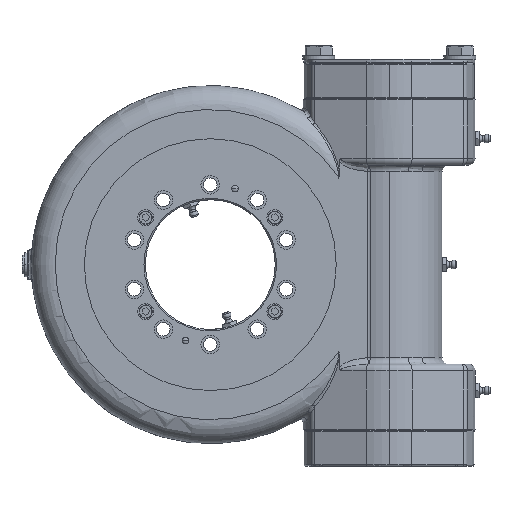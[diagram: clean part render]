
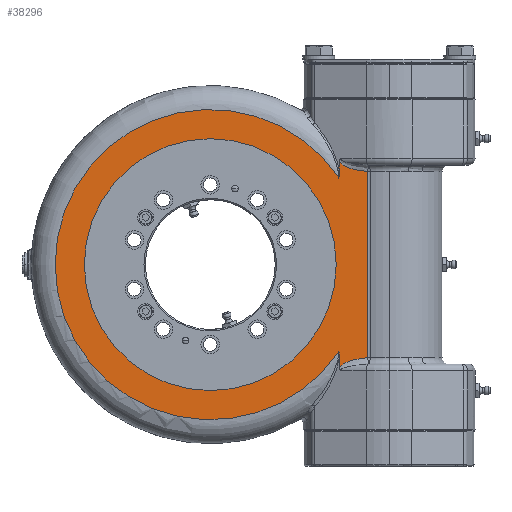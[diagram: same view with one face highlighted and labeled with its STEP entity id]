
A CAD part, left-side view. The second image highlights one B-rep face of the part: STEP entity #38296.
In plain terms, the highlighted planar face has unit normal (-1, 0, 0).
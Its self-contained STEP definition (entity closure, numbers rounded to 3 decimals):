
#35 = CARTESIAN_POINT ( 'NONE',  ( -37., 95., 0. ) ) ;
#76 = ORIENTED_EDGE ( 'NONE', *, *, #3462, .T. ) ;
#835 = LINE ( 'NONE', #2730, #18362 ) ;
#914 = CARTESIAN_POINT ( 'NONE',  ( -37., 0., 0. ) ) ;
#1603 = CARTESIAN_POINT ( 'NONE',  ( -37., 0., 0. ) ) ;
#1772 = CARTESIAN_POINT ( 'NONE',  ( -37., -97.077, 65.307 ) ) ;
#2730 = CARTESIAN_POINT ( 'NONE',  ( -37., -97.448, 0. ) ) ;
#3462 = EDGE_CURVE ( 'NONE', #31633, #21948, #28633, .T. ) ;
#3822 = EDGE_CURVE ( 'NONE', #16074, #23978, #13602, .T. ) ;
#4231 = DIRECTION ( 'NONE',  ( 0., -1., 0. ) ) ;
#4272 = CARTESIAN_POINT ( 'NONE',  ( -37., -97.342, -66.797 ) ) ;
#4797 = DIRECTION ( 'NONE',  ( -1., 0., 0. ) ) ;
#5081 = AXIS2_PLACEMENT_3D ( 'NONE', #1603, #21303, #27802 ) ;
#5323 = CIRCLE ( 'NONE', #22887, 95. ) ;
#6384 = EDGE_CURVE ( 'NONE', #23978, #16074, #5323, .T. ) ;
#7664 = CARTESIAN_POINT ( 'NONE',  ( -37., -97.448, -77.444 ) ) ;
#8016 = CARTESIAN_POINT ( 'NONE',  ( -37., -97.077, -65.307 ) ) ;
#8453 =( BOUNDED_CURVE ( )  B_SPLINE_CURVE ( 3, ( #30075, #20309, #30208, #10496 ),
 .UNSPECIFIED., .F., .T. ) 
 B_SPLINE_CURVE_WITH_KNOTS ( ( 4, 4 ),
 ( 4.914, 6.025 ),
 .UNSPECIFIED. ) 
 CURVE ( )  GEOMETRIC_REPRESENTATION_ITEM ( )  RATIONAL_B_SPLINE_CURVE ( ( 1., 0.9, 0.9, 1. ) ) 
 REPRESENTATION_ITEM ( '' )  );
#8544 = DIRECTION ( 'NONE',  ( 1., 0., 0. ) ) ;
#8645 = VERTEX_POINT ( 'NONE', #12327 ) ;
#9431 = VECTOR ( 'NONE', #41559, 1000. ) ;
#10496 = CARTESIAN_POINT ( 'NONE',  ( -37., -97.448, 77.444 ) ) ;
#10897 = CARTESIAN_POINT ( 'NONE',  ( -37., -97.448, -68.313 ) ) ;
#11265 = ORIENTED_EDGE ( 'NONE', *, *, #27470, .T. ) ;
#11315 = FACE_OUTER_BOUND ( 'NONE', #22656, .T. ) ;
#11893 = ORIENTED_EDGE ( 'NONE', *, *, #30058, .T. ) ;
#12278 = VERTEX_POINT ( 'NONE', #7664 ) ;
#12327 = CARTESIAN_POINT ( 'NONE',  ( -37., -118.845, -70.202 ) ) ;
#13602 = CIRCLE ( 'NONE', #5081, 95. ) ;
#14162 = CARTESIAN_POINT ( 'NONE',  ( -37., -108.161, -70.984 ) ) ;
#14337 = CARTESIAN_POINT ( 'NONE',  ( -37., -95., 0. ) ) ;
#14870 = CARTESIAN_POINT ( 'NONE',  ( -37., -97.421, 68.314 ) ) ;
#15042 = ORIENTED_EDGE ( 'NONE', *, *, #22274, .T. ) ;
#15271 = DIRECTION ( 'NONE',  ( 0., 1., 0. ) ) ;
#16074 = VERTEX_POINT ( 'NONE', #14337 ) ;
#17339 = CARTESIAN_POINT ( 'NONE',  ( -37., -97.448, -77.444 ) ) ;
#17449 = ORIENTED_EDGE ( 'NONE', *, *, #25145, .T. ) ;
#18153 = CARTESIAN_POINT ( 'NONE',  ( -37., -97.294, 66.807 ) ) ;
#18203 = LINE ( 'NONE', #28279, #9431 ) ;
#18362 = VECTOR ( 'NONE', #25705, 1000. ) ;
#20309 = CARTESIAN_POINT ( 'NONE',  ( -37., -108.161, 70.984 ) ) ;
#20784 = EDGE_CURVE ( 'NONE', #26292, #26798, #23900, .T. ) ;
#21303 = DIRECTION ( 'NONE',  ( 1., 0., 0. ) ) ;
#21460 = CARTESIAN_POINT ( 'NONE',  ( -37., -97.143, 65.679 ) ) ;
#21948 = VERTEX_POINT ( 'NONE', #27899 ) ;
#22274 = EDGE_CURVE ( 'NONE', #25966, #26292, #35689, .T. ) ;
#22622 = CARTESIAN_POINT ( 'NONE',  ( -37., -97.448, 75. ) ) ;
#22656 = EDGE_LOOP ( 'NONE', ( #17449, #11893, #38856, #76, #11265, #15042, #37429, #25161 ) ) ;
#22887 = AXIS2_PLACEMENT_3D ( 'NONE', #31651, #8544, #15271 ) ;
#23900 = B_SPLINE_CURVE_WITH_KNOTS ( 'NONE', 3,
 ( #27294, #4272, #10897, #33952 ),
 .UNSPECIFIED., .F., .F.,
 ( 4, 4 ),
 ( 0., 0.004 ),
 .UNSPECIFIED. ) ;
#23978 = VERTEX_POINT ( 'NONE', #35 ) ;
#23996 = DIRECTION ( 'NONE',  ( -1., 0., 0. ) ) ;
#24407 = PLANE ( 'NONE',  #38082 ) ;
#24536 = CARTESIAN_POINT ( 'NONE',  ( -37., 95., 0. ) ) ;
#24694 = CARTESIAN_POINT ( 'NONE',  ( -37., -97.448, -69.828 ) ) ;
#25145 = EDGE_CURVE ( 'NONE', #12278, #8645, #38378, .T. ) ;
#25154 = ORIENTED_EDGE ( 'NONE', *, *, #3822, .T. ) ;
#25161 = ORIENTED_EDGE ( 'NONE', *, *, #39145, .T. ) ;
#25705 = DIRECTION ( 'NONE',  ( 0., 0., -1. ) ) ;
#25966 = VERTEX_POINT ( 'NONE', #28671 ) ;
#26292 = VERTEX_POINT ( 'NONE', #8016 ) ;
#26798 = VERTEX_POINT ( 'NONE', #24694 ) ;
#27294 = CARTESIAN_POINT ( 'NONE',  ( -37., -97.077, -65.307 ) ) ;
#27470 = EDGE_CURVE ( 'NONE', #21948, #25966, #29616, .T. ) ;
#27802 = DIRECTION ( 'NONE',  ( 0., 1., 0. ) ) ;
#27846 = DIRECTION ( 'NONE',  ( 0., -1., 0. ) ) ;
#27899 = CARTESIAN_POINT ( 'NONE',  ( -37., -97.448, 69.828 ) ) ;
#28279 = CARTESIAN_POINT ( 'NONE',  ( -37., -118.845, 0. ) ) ;
#28633 = LINE ( 'NONE', #22622, #37432 ) ;
#28671 = CARTESIAN_POINT ( 'NONE',  ( -37., -97.077, 65.307 ) ) ;
#28859 = FACE_BOUND ( 'NONE', #38886, .T. ) ;
#29616 = B_SPLINE_CURVE_WITH_KNOTS ( 'NONE', 3,
 ( #31292, #34603, #14870, #37923, #18153, #41243, #21460, #1772 ),
 .UNSPECIFIED., .F., .F.,
 ( 4, 2, 2, 4 ),
 ( 0., 0.002, 0.003, 0.005 ),
 .UNSPECIFIED. ) ;
#30058 = EDGE_CURVE ( 'NONE', #8645, #37247, #18203, .T. ) ;
#30075 = CARTESIAN_POINT ( 'NONE',  ( -37., -118.845, 70.202 ) ) ;
#30208 = CARTESIAN_POINT ( 'NONE',  ( -37., -100.234, 73.667 ) ) ;
#31292 = CARTESIAN_POINT ( 'NONE',  ( -37., -97.448, 69.828 ) ) ;
#31633 = VERTEX_POINT ( 'NONE', #33297 ) ;
#31651 = CARTESIAN_POINT ( 'NONE',  ( -37., 0., 0. ) ) ;
#31691 = EDGE_CURVE ( 'NONE', #37247, #31633, #8453, .T. ) ;
#33070 = AXIS2_PLACEMENT_3D ( 'NONE', #914, #23996, #4231 ) ;
#33297 = CARTESIAN_POINT ( 'NONE',  ( -37., -97.448, 77.444 ) ) ;
#33952 = CARTESIAN_POINT ( 'NONE',  ( -37., -97.448, -69.828 ) ) ;
#34603 = CARTESIAN_POINT ( 'NONE',  ( -37., -97.448, 69.07 ) ) ;
#34899 = CARTESIAN_POINT ( 'NONE',  ( -37., -118.845, 70.202 ) ) ;
#35437 = ORIENTED_EDGE ( 'NONE', *, *, #6384, .T. ) ;
#35689 = CIRCLE ( 'NONE', #33070, 117. ) ;
#37139 = CARTESIAN_POINT ( 'NONE',  ( -37., -100.234, -73.667 ) ) ;
#37247 = VERTEX_POINT ( 'NONE', #34899 ) ;
#37280 = CARTESIAN_POINT ( 'NONE',  ( -37., -118.845, -70.202 ) ) ;
#37429 = ORIENTED_EDGE ( 'NONE', *, *, #20784, .T. ) ;
#37432 = VECTOR ( 'NONE', #39064, 1000. ) ;
#37923 = CARTESIAN_POINT ( 'NONE',  ( -37., -97.332, 67.183 ) ) ;
#38082 = AXIS2_PLACEMENT_3D ( 'NONE', #24536, #4797, #27846 ) ;
#38296 = ADVANCED_FACE ( 'NONE', ( #28859, #11315 ), #24407, .T. ) ;
#38378 =( BOUNDED_CURVE ( )  B_SPLINE_CURVE ( 3, ( #17339, #37139, #14162, #37280 ),
 .UNSPECIFIED., .F., .T. ) 
 B_SPLINE_CURVE_WITH_KNOTS ( ( 4, 4 ),
 ( 3.4, 4.511 ),
 .UNSPECIFIED. ) 
 CURVE ( )  GEOMETRIC_REPRESENTATION_ITEM ( )  RATIONAL_B_SPLINE_CURVE ( ( 1., 0.9, 0.9, 1. ) ) 
 REPRESENTATION_ITEM ( '' )  );
#38856 = ORIENTED_EDGE ( 'NONE', *, *, #31691, .T. ) ;
#38886 = EDGE_LOOP ( 'NONE', ( #35437, #25154 ) ) ;
#39064 = DIRECTION ( 'NONE',  ( 0., 0., -1. ) ) ;
#39145 = EDGE_CURVE ( 'NONE', #26798, #12278, #835, .T. ) ;
#41243 = CARTESIAN_POINT ( 'NONE',  ( -37., -97.2, 66.056 ) ) ;
#41559 = DIRECTION ( 'NONE',  ( 0., 0., 1. ) ) ;
